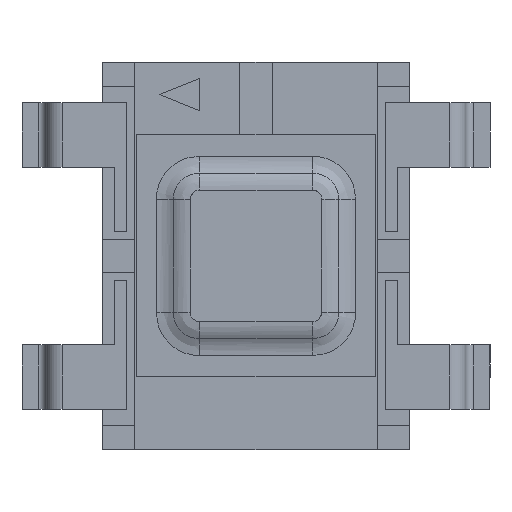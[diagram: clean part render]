
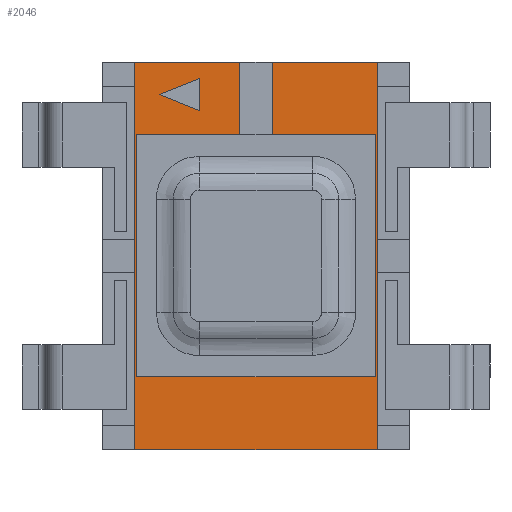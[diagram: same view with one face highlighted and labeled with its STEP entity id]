
A CAD part, top view. The second image highlights one B-rep face of the part: STEP entity #2046.
In plain terms, the highlighted planar face has unit normal (0, 0, 1).
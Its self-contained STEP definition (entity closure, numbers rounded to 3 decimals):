
#101 = ORIENTED_EDGE ( 'NONE', *, *, #5021, .T. ) ;
#109 = PLANE ( 'NONE',  #5009 ) ;
#163 = ORIENTED_EDGE ( 'NONE', *, *, #4613, .T. ) ;
#231 = ORIENTED_EDGE ( 'NONE', *, *, #3870, .T. ) ;
#241 = VECTOR ( 'NONE', #1629, 1000. ) ;
#375 = CARTESIAN_POINT ( 'NONE',  ( -4.75, -6., 2.75 ) ) ;
#388 = CARTESIAN_POINT ( 'NONE',  ( -3.7, 0., 2.75 ) ) ;
#545 = EDGE_CURVE ( 'NONE', #1798, #2825, #2629, .T. ) ;
#706 = VERTEX_POINT ( 'NONE', #5268 ) ;
#762 = VECTOR ( 'NONE', #2474, 1000. ) ;
#821 = VECTOR ( 'NONE', #4947, 1000. ) ;
#834 = VERTEX_POINT ( 'NONE', #3634 ) ;
#841 = CARTESIAN_POINT ( 'NONE',  ( 0., 3.75, 2.75 ) ) ;
#848 = EDGE_LOOP ( 'NONE', ( #163, #231, #2367, #4581 ) ) ;
#866 = FACE_BOUND ( 'NONE', #848, .T. ) ;
#890 = CARTESIAN_POINT ( 'NONE',  ( -3.75, 6., 2.75 ) ) ;
#893 = VERTEX_POINT ( 'NONE', #4911 ) ;
#949 = DIRECTION ( 'NONE',  ( 1., 0., 0. ) ) ;
#1099 = EDGE_CURVE ( 'NONE', #834, #3071, #1568, .T. ) ;
#1142 = LINE ( 'NONE', #4721, #4278 ) ;
#1220 = LINE ( 'NONE', #841, #4443 ) ;
#1244 = VERTEX_POINT ( 'NONE', #3546 ) ;
#1307 = FACE_BOUND ( 'NONE', #3464, .T. ) ;
#1360 = DIRECTION ( 'NONE',  ( 0., -1., 0. ) ) ;
#1451 = CARTESIAN_POINT ( 'NONE',  ( -3.7, 3.75, 2.75 ) ) ;
#1463 = EDGE_CURVE ( 'NONE', #2430, #893, #5105, .T. ) ;
#1500 = EDGE_CURVE ( 'NONE', #706, #1798, #2436, .T. ) ;
#1568 = LINE ( 'NONE', #375, #2374 ) ;
#1629 = DIRECTION ( 'NONE',  ( -1., 0., 0. ) ) ;
#1671 = ORIENTED_EDGE ( 'NONE', *, *, #1463, .T. ) ;
#1722 = ORIENTED_EDGE ( 'NONE', *, *, #1099, .F. ) ;
#1746 = CARTESIAN_POINT ( 'NONE',  ( -3., 5., 2.75 ) ) ;
#1798 = VERTEX_POINT ( 'NONE', #3318 ) ;
#1825 = VERTEX_POINT ( 'NONE', #3725 ) ;
#2046 = ADVANCED_FACE ( 'NONE', ( #3947, #1307, #866 ), #109, .T. ) ;
#2048 = EDGE_CURVE ( 'NONE', #893, #1244, #4217, .T. ) ;
#2080 = ORIENTED_EDGE ( 'NONE', *, *, #3319, .T. ) ;
#2335 = EDGE_CURVE ( 'NONE', #4312, #3610, #4296, .T. ) ;
#2367 = ORIENTED_EDGE ( 'NONE', *, *, #1500, .T. ) ;
#2374 = VECTOR ( 'NONE', #2975, 1000. ) ;
#2430 = VERTEX_POINT ( 'NONE', #3883 ) ;
#2436 = LINE ( 'NONE', #4156, #241 ) ;
#2474 = DIRECTION ( 'NONE',  ( 1., 0., 0. ) ) ;
#2492 = DIRECTION ( 'NONE',  ( 1., 0., 0. ) ) ;
#2596 = ORIENTED_EDGE ( 'NONE', *, *, #2335, .F. ) ;
#2629 = LINE ( 'NONE', #388, #2764 ) ;
#2757 = EDGE_CURVE ( 'NONE', #1244, #2430, #3579, .T. ) ;
#2764 = VECTOR ( 'NONE', #3341, 1000. ) ;
#2766 = CARTESIAN_POINT ( 'NONE',  ( -3.75, 0., 2.75 ) ) ;
#2825 = VERTEX_POINT ( 'NONE', #1451 ) ;
#2864 = CARTESIAN_POINT ( 'NONE',  ( -3.75, -6., 2.75 ) ) ;
#2975 = DIRECTION ( 'NONE',  ( -1., 0., 0. ) ) ;
#3071 = VERTEX_POINT ( 'NONE', #2864 ) ;
#3192 = LINE ( 'NONE', #5259, #4504 ) ;
#3318 = CARTESIAN_POINT ( 'NONE',  ( -3.7, -3.75, 2.75 ) ) ;
#3319 = EDGE_CURVE ( 'NONE', #834, #3610, #3192, .T. ) ;
#3341 = DIRECTION ( 'NONE',  ( 0., 1., 0. ) ) ;
#3357 = CARTESIAN_POINT ( 'NONE',  ( 3.75, 6., 2.75 ) ) ;
#3464 = EDGE_LOOP ( 'NONE', ( #1671, #4829, #4937 ) ) ;
#3537 = CARTESIAN_POINT ( 'NONE',  ( -1.75, 4.5, 2.75 ) ) ;
#3546 = CARTESIAN_POINT ( 'NONE',  ( -1.75, 4.5, 2.75 ) ) ;
#3579 = LINE ( 'NONE', #3537, #821 ) ;
#3610 = VERTEX_POINT ( 'NONE', #3357 ) ;
#3634 = CARTESIAN_POINT ( 'NONE',  ( 3.75, -6., 2.75 ) ) ;
#3667 = VECTOR ( 'NONE', #4435, 1000. ) ;
#3725 = CARTESIAN_POINT ( 'NONE',  ( 3.7, 3.75, 2.75 ) ) ;
#3870 = EDGE_CURVE ( 'NONE', #1825, #706, #1142, .T. ) ;
#3883 = CARTESIAN_POINT ( 'NONE',  ( -3., 5., 2.75 ) ) ;
#3947 = FACE_OUTER_BOUND ( 'NONE', #5027, .T. ) ;
#3958 = CARTESIAN_POINT ( 'NONE',  ( 0., 0., 2.75 ) ) ;
#4156 = CARTESIAN_POINT ( 'NONE',  ( 0., -3.75, 2.75 ) ) ;
#4217 = LINE ( 'NONE', #4718, #4885 ) ;
#4278 = VECTOR ( 'NONE', #4310, 1000. ) ;
#4296 = LINE ( 'NONE', #4635, #762 ) ;
#4306 = DIRECTION ( 'NONE',  ( 0., 0., 1. ) ) ;
#4310 = DIRECTION ( 'NONE',  ( 0., -1., 0. ) ) ;
#4312 = VERTEX_POINT ( 'NONE', #890 ) ;
#4399 = DIRECTION ( 'NONE',  ( 0., 1., 0. ) ) ;
#4435 = DIRECTION ( 'NONE',  ( 0., -1., 0. ) ) ;
#4443 = VECTOR ( 'NONE', #2492, 1000. ) ;
#4460 = VECTOR ( 'NONE', #5119, 1000. ) ;
#4504 = VECTOR ( 'NONE', #4399, 1000. ) ;
#4581 = ORIENTED_EDGE ( 'NONE', *, *, #545, .T. ) ;
#4613 = EDGE_CURVE ( 'NONE', #2825, #1825, #1220, .T. ) ;
#4635 = CARTESIAN_POINT ( 'NONE',  ( 4.75, 6., 2.75 ) ) ;
#4718 = CARTESIAN_POINT ( 'NONE',  ( -1.75, 0., 2.75 ) ) ;
#4721 = CARTESIAN_POINT ( 'NONE',  ( 3.7, 0., 2.75 ) ) ;
#4771 = LINE ( 'NONE', #2766, #3667 ) ;
#4829 = ORIENTED_EDGE ( 'NONE', *, *, #2048, .T. ) ;
#4885 = VECTOR ( 'NONE', #1360, 1000. ) ;
#4911 = CARTESIAN_POINT ( 'NONE',  ( -1.75, 5.5, 2.75 ) ) ;
#4937 = ORIENTED_EDGE ( 'NONE', *, *, #2757, .T. ) ;
#4947 = DIRECTION ( 'NONE',  ( -0.928, 0.371, 0. ) ) ;
#5009 = AXIS2_PLACEMENT_3D ( 'NONE', #3958, #4306, #949 ) ;
#5021 = EDGE_CURVE ( 'NONE', #4312, #3071, #4771, .T. ) ;
#5027 = EDGE_LOOP ( 'NONE', ( #1722, #2080, #2596, #101 ) ) ;
#5105 = LINE ( 'NONE', #1746, #4460 ) ;
#5119 = DIRECTION ( 'NONE',  ( 0.928, 0.371, 0. ) ) ;
#5259 = CARTESIAN_POINT ( 'NONE',  ( 3.75, 0., 2.75 ) ) ;
#5268 = CARTESIAN_POINT ( 'NONE',  ( 3.7, -3.75, 2.75 ) ) ;
